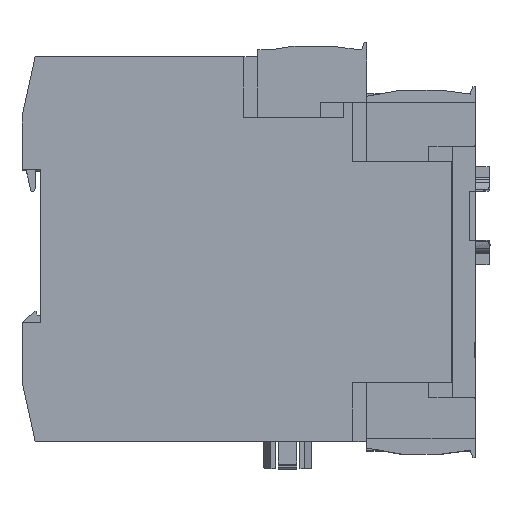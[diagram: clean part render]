
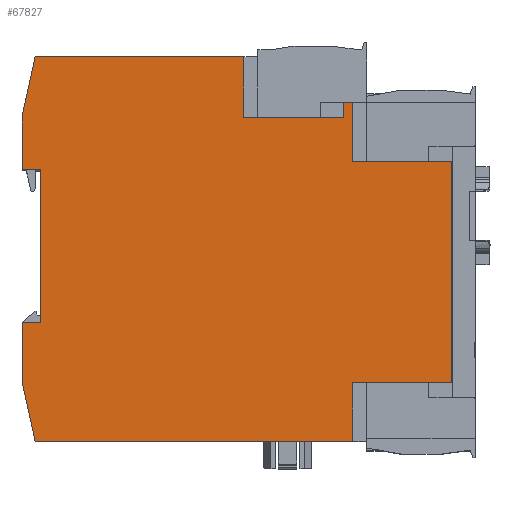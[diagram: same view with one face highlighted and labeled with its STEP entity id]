
A CAD part, top view. The second image highlights one B-rep face of the part: STEP entity #67827.
In plain terms, the highlighted planar face has unit normal (0, 0, 1).
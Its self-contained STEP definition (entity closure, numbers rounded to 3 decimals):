
#2573 = EDGE_LOOP ( 'NONE', ( #21487, #21489, #21486, #21488, #21490, #21491, #21492, #21493, #21494, #21495, #21496, #21498, #21497, #21499, #21500, #21501, #21502, #21504 ) ) ;
#9048 = VECTOR ( 'NONE', #9631, 1000. ) ;
#9052 = VECTOR ( 'NONE', #9643, 1000. ) ;
#9055 = VECTOR ( 'NONE', #9649, 1000. ) ;
#9056 = VECTOR ( 'NONE', #9651, 1000. ) ;
#9160 = LINE ( 'NONE', #9630, #9048 ) ;
#9164 = LINE ( 'NONE', #9642, #9052 ) ;
#9167 = LINE ( 'NONE', #9648, #9055 ) ;
#9168 = LINE ( 'NONE', #9650, #9056 ) ;
#9630 = CARTESIAN_POINT ( 'NONE',  ( -46.89, -39.747, 38.925 ) ) ;
#9631 = DIRECTION ( 'NONE',  ( 1., 0., 0. ) ) ;
#9642 = CARTESIAN_POINT ( 'NONE',  ( 67.01, -55.347, 38.925 ) ) ;
#9643 = DIRECTION ( 'NONE',  ( 0., 1., 0. ) ) ;
#9648 = CARTESIAN_POINT ( 'NONE',  ( -46.89, 18.853, 38.925 ) ) ;
#9649 = DIRECTION ( 'NONE',  ( -1., 0., 0. ) ) ;
#9650 = CARTESIAN_POINT ( 'NONE',  ( 40.71, -55.347, 38.925 ) ) ;
#9651 = DIRECTION ( 'NONE',  ( 0., 1., 0. ) ) ;
#21486 = ORIENTED_EDGE ( 'NONE', *, *, #80300, .T. ) ;
#21487 = ORIENTED_EDGE ( 'NONE', *, *, #67670, .T. ) ;
#21488 = ORIENTED_EDGE ( 'NONE', *, *, #80305, .T. ) ;
#21489 = ORIENTED_EDGE ( 'NONE', *, *, #74197, .T. ) ;
#21490 = ORIENTED_EDGE ( 'NONE', *, *, #80308, .T. ) ;
#21491 = ORIENTED_EDGE ( 'NONE', *, *, #80309, .T. ) ;
#21492 = ORIENTED_EDGE ( 'NONE', *, *, #74182, .T. ) ;
#21493 = ORIENTED_EDGE ( 'NONE', *, *, #74183, .T. ) ;
#21494 = ORIENTED_EDGE ( 'NONE', *, *, #74188, .T. ) ;
#21495 = ORIENTED_EDGE ( 'NONE', *, *, #74189, .T. ) ;
#21496 = ORIENTED_EDGE ( 'NONE', *, *, #67672, .T. ) ;
#21497 = ORIENTED_EDGE ( 'NONE', *, *, #67677, .T. ) ;
#21498 = ORIENTED_EDGE ( 'NONE', *, *, #67674, .T. ) ;
#21499 = ORIENTED_EDGE ( 'NONE', *, *, #67641, .T. ) ;
#21500 = ORIENTED_EDGE ( 'NONE', *, *, #67679, .T. ) ;
#21501 = ORIENTED_EDGE ( 'NONE', *, *, #74193, .T. ) ;
#21502 = ORIENTED_EDGE ( 'NONE', *, *, #67681, .T. ) ;
#21504 = ORIENTED_EDGE ( 'NONE', *, *, #67683, .T. ) ;
#42128 = CARTESIAN_POINT ( 'NONE',  ( 40.71, 34.503, 38.925 ) ) ;
#42135 = CARTESIAN_POINT ( 'NONE',  ( 11.91, 46.653, 38.925 ) ) ;
#42144 = CARTESIAN_POINT ( 'NONE',  ( 38.31, 34.503, 38.925 ) ) ;
#42146 = CARTESIAN_POINT ( 'NONE',  ( 40.71, -55.347, 38.925 ) ) ;
#42203 = CARTESIAN_POINT ( 'NONE',  ( 40.71, -39.747, 38.925 ) ) ;
#42223 = CARTESIAN_POINT ( 'NONE',  ( 11.91, 30.503, 38.925 ) ) ;
#42259 = CARTESIAN_POINT ( 'NONE',  ( 67.01, -39.747, 38.925 ) ) ;
#42289 = CARTESIAN_POINT ( 'NONE',  ( -41.89, -23.847, 38.925 ) ) ;
#42304 = CARTESIAN_POINT ( 'NONE',  ( 67.01, 18.853, 38.925 ) ) ;
#42314 = CARTESIAN_POINT ( 'NONE',  ( 40.71, 18.853, 38.925 ) ) ;
#42324 = CARTESIAN_POINT ( 'NONE',  ( 38.31, 30.503, 38.925 ) ) ;
#42330 = CARTESIAN_POINT ( 'NONE',  ( -46.89, -23.847, 38.925 ) ) ;
#42378 = CARTESIAN_POINT ( 'NONE',  ( -46.89, -39.347, 38.925 ) ) ;
#42379 = CARTESIAN_POINT ( 'NONE',  ( -46.89, 30.653, 38.925 ) ) ;
#42380 = CARTESIAN_POINT ( 'NONE',  ( -43.39, 46.653, 38.925 ) ) ;
#42381 = CARTESIAN_POINT ( 'NONE',  ( -43.39, -55.347, 38.925 ) ) ;
#42384 = CARTESIAN_POINT ( 'NONE',  ( -46.89, 16.653, 38.925 ) ) ;
#42385 = CARTESIAN_POINT ( 'NONE',  ( -41.89, 16.653, 38.925 ) ) ;
#54717 = VECTOR ( 'NONE', #55364, 1000. ) ;
#54920 = CARTESIAN_POINT ( 'NONE',  ( -46.89, 16.653, 38.925 ) ) ;
#54921 = DIRECTION ( 'NONE',  ( 1., 0., 0. ) ) ;
#54990 = LINE ( 'NONE', #54920, #55255 ) ;
#55055 = LINE ( 'NONE', #55359, #55299 ) ;
#55058 = LINE ( 'NONE', #55346, #55295 ) ;
#55064 = LINE ( 'NONE', #55363, #54717 ) ;
#55065 = LINE ( 'NONE', #55383, #55561 ) ;
#55067 = LINE ( 'NONE', #55387, #55564 ) ;
#55069 = LINE ( 'NONE', #55391, #55566 ) ;
#55071 = LINE ( 'NONE', #55395, #55570 ) ;
#55255 = VECTOR ( 'NONE', #54921, 1000. ) ;
#55295 = VECTOR ( 'NONE', #55347, 1000. ) ;
#55299 = VECTOR ( 'NONE', #55360, 1000. ) ;
#55346 = CARTESIAN_POINT ( 'NONE',  ( -43.39, -55.347, 38.925 ) ) ;
#55347 = DIRECTION ( 'NONE',  ( 1., 0., 0. ) ) ;
#55359 = CARTESIAN_POINT ( 'NONE',  ( 15.607, 46.653, 38.925 ) ) ;
#55360 = DIRECTION ( 'NONE',  ( -1., 0., 0. ) ) ;
#55363 = CARTESIAN_POINT ( 'NONE',  ( -43.39, 46.653, 38.925 ) ) ;
#55364 = DIRECTION ( 'NONE',  ( -0.214, -0.977, 0. ) ) ;
#55383 = CARTESIAN_POINT ( 'NONE',  ( -46.89, 30.653, 38.925 ) ) ;
#55384 = DIRECTION ( 'NONE',  ( 0., -1., 0. ) ) ;
#55387 = CARTESIAN_POINT ( 'NONE',  ( -41.89, 16.653, 38.925 ) ) ;
#55388 = DIRECTION ( 'NONE',  ( 0., -1., 0. ) ) ;
#55391 = CARTESIAN_POINT ( 'NONE',  ( -46.89, -23.847, 38.925 ) ) ;
#55392 = DIRECTION ( 'NONE',  ( 0., -1., 0. ) ) ;
#55395 = CARTESIAN_POINT ( 'NONE',  ( -46.89, -39.347, 38.925 ) ) ;
#55396 = DIRECTION ( 'NONE',  ( 0.214, -0.977, 0. ) ) ;
#55561 = VECTOR ( 'NONE', #55384, 1000. ) ;
#55564 = VECTOR ( 'NONE', #55388, 1000. ) ;
#55566 = VECTOR ( 'NONE', #55392, 1000. ) ;
#55570 = VECTOR ( 'NONE', #55396, 1000. ) ;
#56026 = PLANE ( 'NONE',  #56189 ) ;
#56027 = CARTESIAN_POINT ( 'NONE',  ( -46.89, -55.347, 38.925 ) ) ;
#56028 = DIRECTION ( 'NONE',  ( 0., 0., 1. ) ) ;
#56029 = DIRECTION ( 'NONE',  ( 1., 0., 0. ) ) ;
#56095 = FACE_OUTER_BOUND ( 'NONE', #2573, .T. ) ;
#56189 = AXIS2_PLACEMENT_3D ( 'NONE', #56027, #56028, #56029 ) ;
#58939 = VERTEX_POINT ( 'NONE', #42128 ) ;
#58954 = VERTEX_POINT ( 'NONE', #42135 ) ;
#58972 = VERTEX_POINT ( 'NONE', #42144 ) ;
#58976 = VERTEX_POINT ( 'NONE', #42146 ) ;
#59094 = VERTEX_POINT ( 'NONE', #42203 ) ;
#59133 = VERTEX_POINT ( 'NONE', #42223 ) ;
#59191 = VERTEX_POINT ( 'NONE', #42259 ) ;
#59236 = VERTEX_POINT ( 'NONE', #42289 ) ;
#59259 = VERTEX_POINT ( 'NONE', #42304 ) ;
#59273 = VERTEX_POINT ( 'NONE', #42314 ) ;
#59288 = VERTEX_POINT ( 'NONE', #42324 ) ;
#59298 = VERTEX_POINT ( 'NONE', #42330 ) ;
#59376 = VERTEX_POINT ( 'NONE', #42378 ) ;
#59377 = VERTEX_POINT ( 'NONE', #42379 ) ;
#59378 = VERTEX_POINT ( 'NONE', #42380 ) ;
#59379 = VERTEX_POINT ( 'NONE', #42381 ) ;
#59384 = VERTEX_POINT ( 'NONE', #42384 ) ;
#59386 = VERTEX_POINT ( 'NONE', #42385 ) ;
#67641 = EDGE_CURVE ( 'NONE', #59384, #59386, #54990, .T. ) ;
#67670 = EDGE_CURVE ( 'NONE', #59379, #58976, #55058, .T. ) ;
#67672 = EDGE_CURVE ( 'NONE', #58954, #59378, #55055, .T. ) ;
#67674 = EDGE_CURVE ( 'NONE', #59378, #59377, #55064, .T. ) ;
#67677 = EDGE_CURVE ( 'NONE', #59377, #59384, #55065, .T. ) ;
#67679 = EDGE_CURVE ( 'NONE', #59386, #59236, #55067, .T. ) ;
#67681 = EDGE_CURVE ( 'NONE', #59298, #59376, #55069, .T. ) ;
#67683 = EDGE_CURVE ( 'NONE', #59376, #59379, #55071, .T. ) ;
#67827 = ADVANCED_FACE ( 'NONE', ( #56095 ), #56026, .T. ) ;
#74182 = EDGE_CURVE ( 'NONE', #58939, #58972, #77095, .T. ) ;
#74183 = EDGE_CURVE ( 'NONE', #58972, #59288, #77096, .T. ) ;
#74188 = EDGE_CURVE ( 'NONE', #59288, #59133, #77101, .T. ) ;
#74189 = EDGE_CURVE ( 'NONE', #59133, #58954, #77102, .T. ) ;
#74193 = EDGE_CURVE ( 'NONE', #59236, #59298, #77106, .T. ) ;
#74197 = EDGE_CURVE ( 'NONE', #58976, #59094, #77110, .T. ) ;
#76982 = VECTOR ( 'NONE', #77287, 1000. ) ;
#76983 = VECTOR ( 'NONE', #77289, 1000. ) ;
#76988 = VECTOR ( 'NONE', #77299, 1000. ) ;
#76989 = VECTOR ( 'NONE', #77301, 1000. ) ;
#76993 = VECTOR ( 'NONE', #77309, 1000. ) ;
#76997 = VECTOR ( 'NONE', #77317, 1000. ) ;
#77095 = LINE ( 'NONE', #77286, #76982 ) ;
#77096 = LINE ( 'NONE', #77288, #76983 ) ;
#77101 = LINE ( 'NONE', #77298, #76988 ) ;
#77102 = LINE ( 'NONE', #77300, #76989 ) ;
#77106 = LINE ( 'NONE', #77308, #76993 ) ;
#77110 = LINE ( 'NONE', #77316, #76997 ) ;
#77286 = CARTESIAN_POINT ( 'NONE',  ( -46.89, 34.503, 38.925 ) ) ;
#77287 = DIRECTION ( 'NONE',  ( -1., 0., 0. ) ) ;
#77288 = CARTESIAN_POINT ( 'NONE',  ( 38.31, -55.347, 38.925 ) ) ;
#77289 = DIRECTION ( 'NONE',  ( 0., -1., 0. ) ) ;
#77298 = CARTESIAN_POINT ( 'NONE',  ( -46.89, 30.503, 38.925 ) ) ;
#77299 = DIRECTION ( 'NONE',  ( -1., 0., 0. ) ) ;
#77300 = CARTESIAN_POINT ( 'NONE',  ( 11.91, -55.347, 38.925 ) ) ;
#77301 = DIRECTION ( 'NONE',  ( 0., 1., 0. ) ) ;
#77308 = CARTESIAN_POINT ( 'NONE',  ( -46.89, -23.847, 38.925 ) ) ;
#77309 = DIRECTION ( 'NONE',  ( -1., 0., 0. ) ) ;
#77316 = CARTESIAN_POINT ( 'NONE',  ( 40.71, -55.347, 38.925 ) ) ;
#77317 = DIRECTION ( 'NONE',  ( 0., 1., 0. ) ) ;
#80300 = EDGE_CURVE ( 'NONE', #59094, #59191, #9160, .T. ) ;
#80305 = EDGE_CURVE ( 'NONE', #59191, #59259, #9164, .T. ) ;
#80308 = EDGE_CURVE ( 'NONE', #59259, #59273, #9167, .T. ) ;
#80309 = EDGE_CURVE ( 'NONE', #59273, #58939, #9168, .T. ) ;
